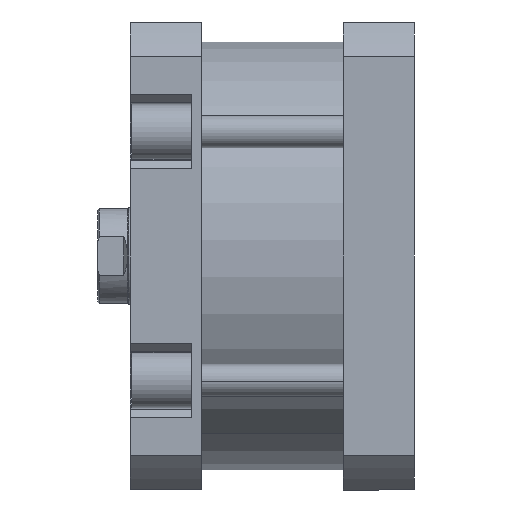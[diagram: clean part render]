
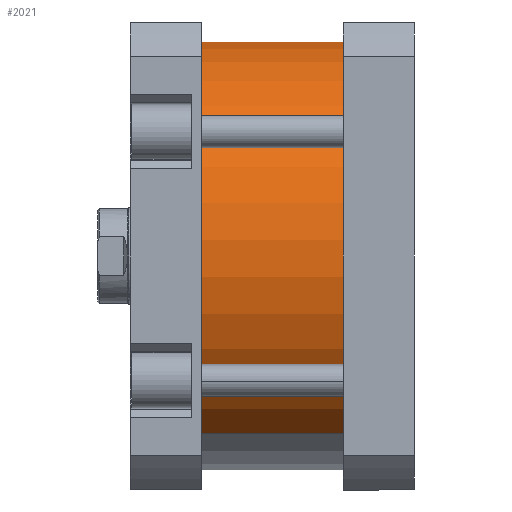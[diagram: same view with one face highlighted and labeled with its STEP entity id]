
A CAD part, front view. The second image highlights one B-rep face of the part: STEP entity #2021.
In plain terms, the highlighted cylindrical face has radius 66.5 mm (diameter 133 mm), a partial arc.
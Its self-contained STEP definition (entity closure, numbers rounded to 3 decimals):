
#327 = EDGE_CURVE ( 'NONE', #5765, #5763, #7540, .T. ) ;
#427 = EDGE_CURVE ( 'NONE', #5768, #5763, #2428, .T. ) ;
#469 = EDGE_CURVE ( 'NONE', #5771, #5768, #2314, .T. ) ;
#471 = EDGE_CURVE ( 'NONE', #5771, #5765, #2421, .T. ) ;
#750 = CARTESIAN_POINT ( 'NONE',  ( -66.5, 0., 44. ) ) ;
#825 = CARTESIAN_POINT ( 'NONE',  ( 0., 0., 44. ) ) ;
#826 = DIRECTION ( 'NONE',  ( 0., 0., -1. ) ) ;
#829 = DIRECTION ( 'NONE',  ( 1., 0., 0. ) ) ;
#830 = DIRECTION ( 'NONE',  ( 0., 0., 1. ) ) ;
#1018 = DIRECTION ( 'NONE',  ( 0., 0., 1. ) ) ;
#1019 = DIRECTION ( 'NONE',  ( 1., 0., 0. ) ) ;
#1020 = CARTESIAN_POINT ( 'NONE',  ( 0., 0., 0. ) ) ;
#1242 = AXIS2_PLACEMENT_3D ( 'NONE', #1020, #1018, #1019 ) ;
#1326 = AXIS2_PLACEMENT_3D ( 'NONE', #5224, #5355, #5091 ) ;
#1419 = AXIS2_PLACEMENT_3D ( 'NONE', #825, #830, #829 ) ;
#2021 = ADVANCED_FACE ( 'NONE', ( #3579 ), #3584, .T. ) ;
#2240 = VECTOR ( 'NONE', #826, 1000. ) ;
#2314 = LINE ( 'NONE', #750, #2240 ) ;
#2421 = CIRCLE ( 'NONE', #1419, 66.5 ) ;
#2428 = CIRCLE ( 'NONE', #1242, 66.5 ) ;
#3016 = CARTESIAN_POINT ( 'NONE',  ( 66.5, 0., 0. ) ) ;
#3017 = CARTESIAN_POINT ( 'NONE',  ( 66.5, 0., 44. ) ) ;
#3023 = CARTESIAN_POINT ( 'NONE',  ( -66.5, 0., 0. ) ) ;
#3027 = CARTESIAN_POINT ( 'NONE',  ( -66.5, 0., 44. ) ) ;
#3579 = FACE_OUTER_BOUND ( 'NONE', #4811, .T. ) ;
#3584 = CYLINDRICAL_SURFACE ( 'NONE', #1326, 66.5 ) ;
#4365 = ORIENTED_EDGE ( 'NONE', *, *, #327, .F. ) ;
#4414 = ORIENTED_EDGE ( 'NONE', *, *, #471, .F. ) ;
#4731 = ORIENTED_EDGE ( 'NONE', *, *, #469, .T. ) ;
#4763 = ORIENTED_EDGE ( 'NONE', *, *, #427, .T. ) ;
#4811 = EDGE_LOOP ( 'NONE', ( #4365, #4414, #4731, #4763 ) ) ;
#5091 = DIRECTION ( 'NONE',  ( -1., 0., 0. ) ) ;
#5224 = CARTESIAN_POINT ( 'NONE',  ( 0., 0., 44. ) ) ;
#5355 = DIRECTION ( 'NONE',  ( 0., 0., -1. ) ) ;
#5763 = VERTEX_POINT ( 'NONE', #3016 ) ;
#5765 = VERTEX_POINT ( 'NONE', #3017 ) ;
#5768 = VERTEX_POINT ( 'NONE', #3023 ) ;
#5771 = VERTEX_POINT ( 'NONE', #3027 ) ;
#6229 = DIRECTION ( 'NONE',  ( 0., 0., -1. ) ) ;
#6232 = CARTESIAN_POINT ( 'NONE',  ( 66.5, 0., 44. ) ) ;
#7540 = LINE ( 'NONE', #6232, #7548 ) ;
#7548 = VECTOR ( 'NONE', #6229, 1000. ) ;
